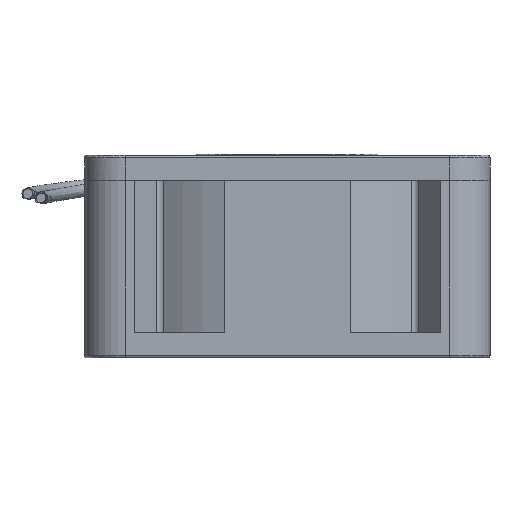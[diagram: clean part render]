
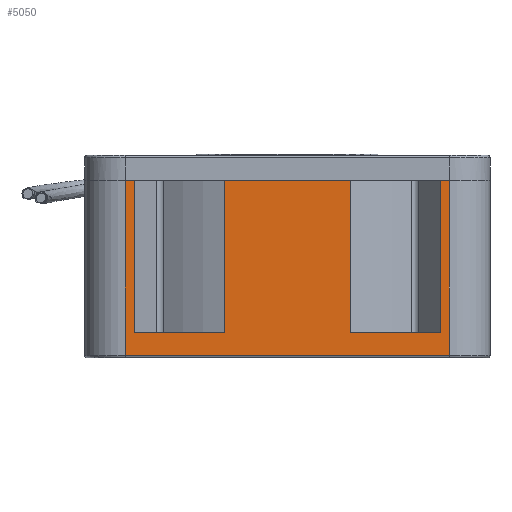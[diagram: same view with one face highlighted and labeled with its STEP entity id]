
A CAD part, left-side view. The second image highlights one B-rep face of the part: STEP entity #5050.
In plain terms, the highlighted planar face has unit normal (-1, 0, 0).
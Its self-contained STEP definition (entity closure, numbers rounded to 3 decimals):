
#511=LINE('',#11623,#819);
#546=LINE('',#11703,#854);
#547=LINE('',#11707,#855);
#548=LINE('',#11709,#856);
#549=LINE('',#11711,#857);
#550=LINE('',#11713,#858);
#551=LINE('',#11715,#859);
#552=LINE('',#11717,#860);
#553=LINE('',#11719,#861);
#554=LINE('',#11721,#862);
#555=LINE('',#11723,#863);
#556=LINE('',#11724,#864);
#819=VECTOR('',#6091,10.);
#854=VECTOR('',#6140,10.);
#855=VECTOR('',#6145,10.);
#856=VECTOR('',#6146,10.);
#857=VECTOR('',#6147,10.);
#858=VECTOR('',#6148,10.);
#859=VECTOR('',#6149,10.);
#860=VECTOR('',#6150,10.);
#861=VECTOR('',#6151,10.);
#862=VECTOR('',#6152,10.);
#863=VECTOR('',#6153,10.);
#864=VECTOR('',#6154,10.);
#1299=FACE_OUTER_BOUND('',#1621,.T.);
#1621=EDGE_LOOP('',(#4032,#4033,#4034,#4035,#4036,#4037,#4038,#4039,#4040,
#4041,#4042,#4043));
#2203=VERTEX_POINT('',#11578);
#2218=VERTEX_POINT('',#11618);
#2256=VERTEX_POINT('',#11702);
#2257=VERTEX_POINT('',#11706);
#2258=VERTEX_POINT('',#11708);
#2259=VERTEX_POINT('',#11710);
#2260=VERTEX_POINT('',#11712);
#2261=VERTEX_POINT('',#11714);
#2262=VERTEX_POINT('',#11716);
#2263=VERTEX_POINT('',#11718);
#2264=VERTEX_POINT('',#11720);
#2265=VERTEX_POINT('',#11722);
#2850=EDGE_CURVE('',#2203,#2218,#511,.T.);
#2890=EDGE_CURVE('',#2218,#2256,#546,.T.);
#2892=EDGE_CURVE('',#2203,#2257,#547,.T.);
#2893=EDGE_CURVE('',#2258,#2257,#548,.T.);
#2894=EDGE_CURVE('',#2259,#2258,#549,.T.);
#2895=EDGE_CURVE('',#2260,#2259,#550,.T.);
#2896=EDGE_CURVE('',#2260,#2261,#551,.T.);
#2897=EDGE_CURVE('',#2262,#2261,#552,.T.);
#2898=EDGE_CURVE('',#2263,#2262,#553,.T.);
#2899=EDGE_CURVE('',#2264,#2263,#554,.T.);
#2900=EDGE_CURVE('',#2264,#2265,#555,.T.);
#2901=EDGE_CURVE('',#2256,#2265,#556,.T.);
#4032=ORIENTED_EDGE('',*,*,#2850,.F.);
#4033=ORIENTED_EDGE('',*,*,#2892,.T.);
#4034=ORIENTED_EDGE('',*,*,#2893,.F.);
#4035=ORIENTED_EDGE('',*,*,#2894,.F.);
#4036=ORIENTED_EDGE('',*,*,#2895,.F.);
#4037=ORIENTED_EDGE('',*,*,#2896,.T.);
#4038=ORIENTED_EDGE('',*,*,#2897,.F.);
#4039=ORIENTED_EDGE('',*,*,#2898,.F.);
#4040=ORIENTED_EDGE('',*,*,#2899,.F.);
#4041=ORIENTED_EDGE('',*,*,#2900,.T.);
#4042=ORIENTED_EDGE('',*,*,#2901,.F.);
#4043=ORIENTED_EDGE('',*,*,#2890,.F.);
#4833=PLANE('',#5406);
#5050=ADVANCED_FACE('',(#1299),#4833,.T.);
#5406=AXIS2_PLACEMENT_3D('',#11705,#6143,#6144);
#6091=DIRECTION('',(0.,1.,0.));
#6140=DIRECTION('',(0.,0.,1.));
#6143=DIRECTION('center_axis',(-1.,0.,0.));
#6144=DIRECTION('ref_axis',(0.,-1.,0.));
#6145=DIRECTION('',(0.,0.,1.));
#6146=DIRECTION('',(0.,-1.,0.));
#6147=DIRECTION('',(0.,0.,1.));
#6148=DIRECTION('',(0.,-1.,0.));
#6149=DIRECTION('',(0.,0.,1.));
#6150=DIRECTION('',(0.,-1.,0.));
#6151=DIRECTION('',(0.,0.,1.));
#6152=DIRECTION('',(0.,-1.,0.));
#6153=DIRECTION('',(0.,0.,1.));
#6154=DIRECTION('',(0.,-1.,0.));
#11578=CARTESIAN_POINT('',(-20.,-16.,-19.75));
#11618=CARTESIAN_POINT('',(-20.,16.,-19.75));
#11623=CARTESIAN_POINT('',(-20.,8.,-19.75));
#11702=CARTESIAN_POINT('',(-20.,16.,-2.5));
#11703=CARTESIAN_POINT('',(-20.,16.,-17.5));
#11705=CARTESIAN_POINT('Origin',(-20.,16.,-17.5));
#11706=CARTESIAN_POINT('',(-20.,-16.,-2.5));
#11707=CARTESIAN_POINT('',(-20.,-16.,-17.5));
#11708=CARTESIAN_POINT('',(-20.,-15.094,-2.5));
#11709=CARTESIAN_POINT('',(-20.,-7.547,-2.5));
#11710=CARTESIAN_POINT('',(-20.,-15.094,-17.5));
#11711=CARTESIAN_POINT('',(-20.,-15.094,-17.5));
#11712=CARTESIAN_POINT('',(-20.,-6.237,-17.5));
#11713=CARTESIAN_POINT('',(-20.,16.,-17.5));
#11714=CARTESIAN_POINT('',(-20.,-6.237,-2.5));
#11715=CARTESIAN_POINT('',(-20.,-6.237,-17.5));
#11716=CARTESIAN_POINT('',(-20.,6.237,-2.5));
#11717=CARTESIAN_POINT('',(-20.,3.119,-2.5));
#11718=CARTESIAN_POINT('',(-20.,6.237,-17.5));
#11719=CARTESIAN_POINT('',(-20.,6.237,-17.5));
#11720=CARTESIAN_POINT('',(-20.,15.094,-17.5));
#11721=CARTESIAN_POINT('',(-20.,16.,-17.5));
#11722=CARTESIAN_POINT('',(-20.,15.094,-2.5));
#11723=CARTESIAN_POINT('',(-20.,15.094,-17.5));
#11724=CARTESIAN_POINT('',(-20.,8.,-2.5));
